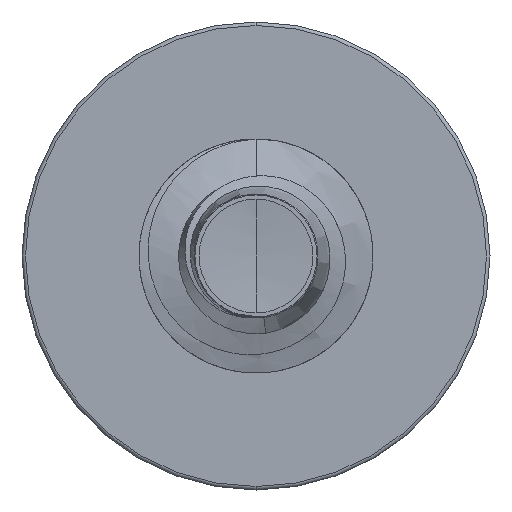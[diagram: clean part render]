
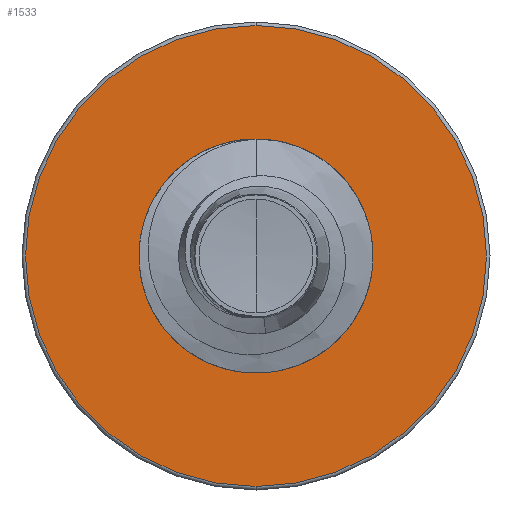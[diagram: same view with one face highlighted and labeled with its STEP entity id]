
A CAD part, front view. The second image highlights one B-rep face of the part: STEP entity #1533.
In plain terms, the highlighted planar face has unit normal (0, -1, 0).
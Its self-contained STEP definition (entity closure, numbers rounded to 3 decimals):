
#164 = CARTESIAN_POINT ( 'NONE',  ( 0., 27.5, -3.694 ) ) ;
#883 = CARTESIAN_POINT ( 'NONE',  ( 0., 27.5, -7.88 ) ) ;
#1084 = EDGE_CURVE ( 'NONE', #6471, #15709, #9603, .T. ) ;
#1150 = EDGE_CURVE ( 'NONE', #15709, #6471, #16737, .T. ) ;
#1533 = ADVANCED_FACE ( 'NONE', ( #9159, #8709 ), #10727, .F. ) ;
#2036 = VERTEX_POINT ( 'NONE', #11049 ) ;
#2671 = CIRCLE ( 'NONE', #18230, 3.694 ) ;
#2762 = EDGE_LOOP ( 'NONE', ( #11505, #3012 ) ) ;
#3012 = ORIENTED_EDGE ( 'NONE', *, *, #1150, .F. ) ;
#3581 = AXIS2_PLACEMENT_3D ( 'NONE', #164, #4438, #6826 ) ;
#4314 = CIRCLE ( 'NONE', #15144, 3.694 ) ;
#4438 = DIRECTION ( 'NONE',  ( 0., 1., 0. ) ) ;
#5004 = CARTESIAN_POINT ( 'NONE',  ( 0., 27.5, 0. ) ) ;
#6470 = DIRECTION ( 'NONE',  ( 0., 0., 1. ) ) ;
#6471 = VERTEX_POINT ( 'NONE', #9521 ) ;
#6826 = DIRECTION ( 'NONE',  ( 0., 0., 1. ) ) ;
#7012 = CARTESIAN_POINT ( 'NONE',  ( 0., 27.5, 0. ) ) ;
#7023 = EDGE_CURVE ( 'NONE', #18571, #2036, #4314, .T. ) ;
#7818 = CARTESIAN_POINT ( 'NONE',  ( 0., 27.5, 0. ) ) ;
#8504 = DIRECTION ( 'NONE',  ( 0., 0., 1. ) ) ;
#8709 = FACE_BOUND ( 'NONE', #17460, .T. ) ;
#9159 = FACE_OUTER_BOUND ( 'NONE', #2762, .T. ) ;
#9379 = CARTESIAN_POINT ( 'NONE',  ( 0., 27.5, 0. ) ) ;
#9381 = DIRECTION ( 'NONE',  ( 0., 0., 1. ) ) ;
#9521 = CARTESIAN_POINT ( 'NONE',  ( 0., 27.5, 7.88 ) ) ;
#9603 = CIRCLE ( 'NONE', #11831, 7.88 ) ;
#9760 = DIRECTION ( 'NONE',  ( 0., 1., 0. ) ) ;
#10727 = PLANE ( 'NONE',  #3581 ) ;
#10789 = DIRECTION ( 'NONE',  ( 0., 0., 1. ) ) ;
#10824 = DIRECTION ( 'NONE',  ( 0., 1., 0. ) ) ;
#11049 = CARTESIAN_POINT ( 'NONE',  ( 0., 27.5, -3.694 ) ) ;
#11199 = EDGE_CURVE ( 'NONE', #2036, #18571, #2671, .T. ) ;
#11505 = ORIENTED_EDGE ( 'NONE', *, *, #1084, .F. ) ;
#11831 = AXIS2_PLACEMENT_3D ( 'NONE', #9379, #9760, #10789 ) ;
#13721 = AXIS2_PLACEMENT_3D ( 'NONE', #7818, #10824, #9381 ) ;
#15049 = ORIENTED_EDGE ( 'NONE', *, *, #11199, .T. ) ;
#15137 = DIRECTION ( 'NONE',  ( 0., 1., 0. ) ) ;
#15144 = AXIS2_PLACEMENT_3D ( 'NONE', #7012, #17075, #8504 ) ;
#15709 = VERTEX_POINT ( 'NONE', #883 ) ;
#16737 = CIRCLE ( 'NONE', #13721, 7.88 ) ;
#17075 = DIRECTION ( 'NONE',  ( 0., 1., 0. ) ) ;
#17460 = EDGE_LOOP ( 'NONE', ( #18365, #15049 ) ) ;
#18230 = AXIS2_PLACEMENT_3D ( 'NONE', #5004, #15137, #6470 ) ;
#18365 = ORIENTED_EDGE ( 'NONE', *, *, #7023, .T. ) ;
#18571 = VERTEX_POINT ( 'NONE', #18702 ) ;
#18702 = CARTESIAN_POINT ( 'NONE',  ( 0., 27.5, 3.694 ) ) ;
